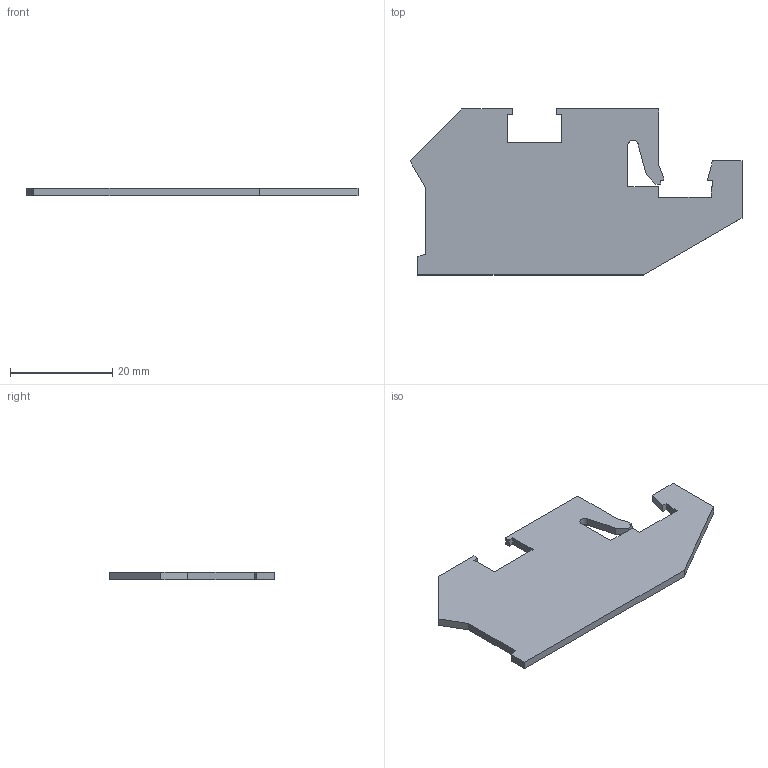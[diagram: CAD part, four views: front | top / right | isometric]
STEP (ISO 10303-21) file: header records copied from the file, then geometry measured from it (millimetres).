
FILE_DESCRIPTION(/* description */ (''),/* implementation_level */ '2;1');
FILE_NAME(/* name */ '2576_HP25-10_10x3.stp',/* time_stamp */ '2021-08-27T14:43:13+02:00',/* author */ (''),/* organization */ (''),/* preprocessor_version */ 'ST-DEVELOPER v16.7',/* originating_system */ 'SIEMENS PLM Software NX 12.0',/* authorisation */ '');
FILE_SCHEMA (('AUTOMOTIVE_DESIGN { 1 0 10303 214 3 1 1 1 }'));
Length unit declared in the file: millimetre
Products named in the file (1): 2576_HP25-10_10x3
Bounding box: 64.96 x 32.48 x 1.52 mm (x, y, z)
Volume: 2381 mm3; surface area: 3493.8 mm2
Topology: 1 solids, 1 shells, 38 faces, 108 edges, 72 vertices
Faces by surface type: plane 37, cylinder 1
Entity records: 1238 total; most frequent: CARTESIAN_POINT 219, ORIENTED_EDGE 216, DIRECTION 188, EDGE_CURVE 108, LINE 106, VECTOR 106, VERTEX_POINT 72, AXIS2_PLACEMENT_3D 41
